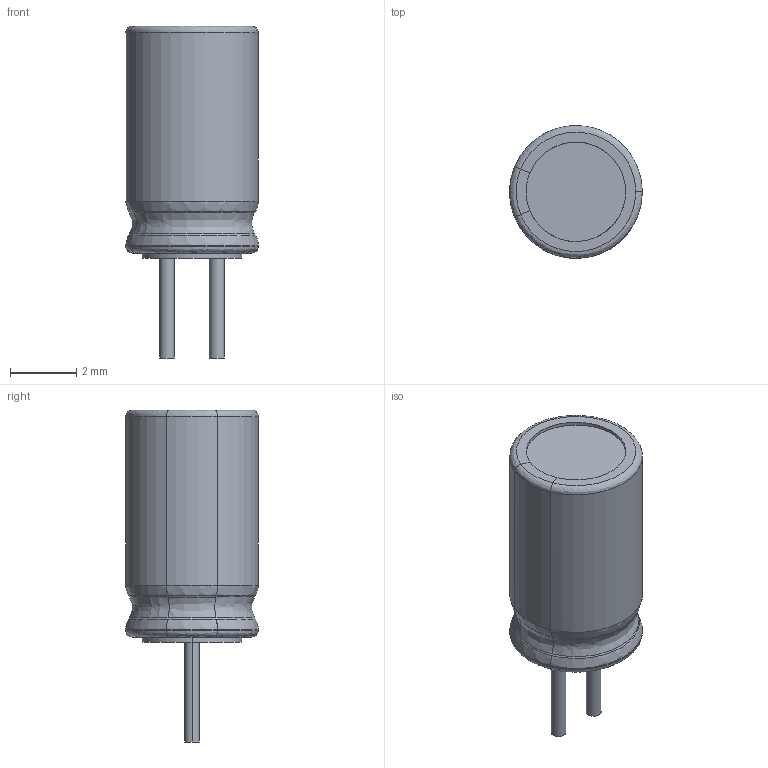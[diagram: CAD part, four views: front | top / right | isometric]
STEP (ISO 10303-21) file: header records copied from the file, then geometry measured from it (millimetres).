
FILE_DESCRIPTION (( 'STEP AP214' ), '1' );
FILE_NAME ('User Library-CapAluRadial_D40H70P15.STEP', '2020-07-19T21:39:15', ( '' ), ( '' ), 'SwSTEP 2.0', 'SolidWorks 2020', '' );
FILE_SCHEMA (( 'AUTOMOTIVE_DESIGN' ));
Length unit declared in the file: centimetre
Products named in the file (1): User Library-CapAluRadial_D40H70P15
Bounding box: 3.99 x 4 x 10 mm (x, y, z)
Volume: 85.5 mm3; surface area: 119.9 mm2
Topology: 1 solids, 1 shells, 49 faces, 119 edges, 74 vertices
Faces by surface type: bspline 15, cylinder 14, plane 14, cone 6
Entity records: 2034 total; most frequent: CARTESIAN_POINT 622, ORIENTED_EDGE 238, DIRECTION 212, EDGE_CURVE 119, AXIS2_PLACEMENT_3D 86, VERTEX_POINT 74, EDGE_LOOP 51, CIRCLE 51
